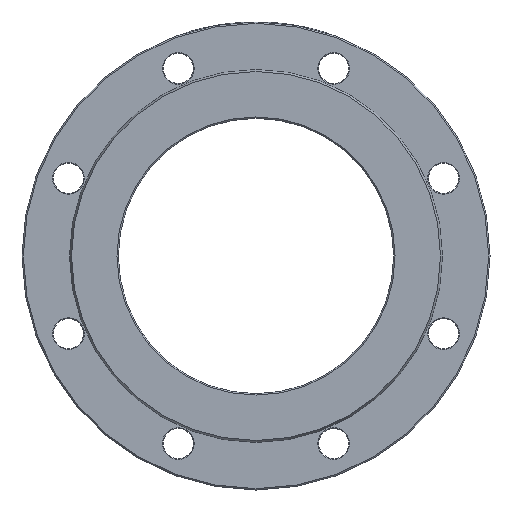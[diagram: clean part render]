
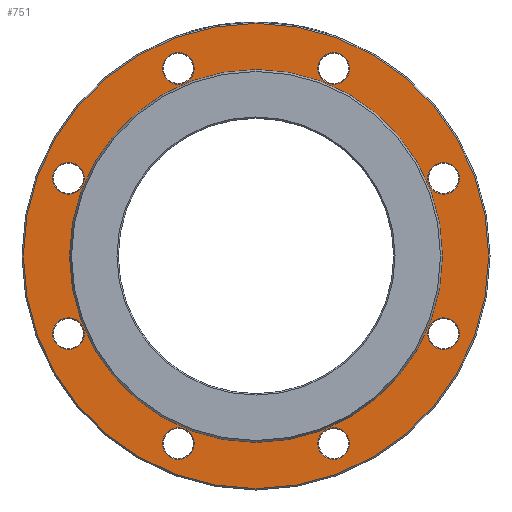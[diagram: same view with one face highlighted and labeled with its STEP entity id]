
A CAD part, left-side view. The second image highlights one B-rep face of the part: STEP entity #751.
In plain terms, the highlighted planar face has unit normal (-1, 0, 0).
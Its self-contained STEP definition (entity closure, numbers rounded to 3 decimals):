
#40 = DIRECTION ( 'NONE',  ( 0., 0., 1. ) ) ;
#79 = DIRECTION ( 'NONE',  ( 0., 0., -1. ) ) ;
#110 = CIRCLE ( 'NONE', #2243, 169. ) ;
#138 = ORIENTED_EDGE ( 'NONE', *, *, #5656, .F. ) ;
#242 = CARTESIAN_POINT ( 'NONE',  ( 3., 135.463, 0. ) ) ;
#362 = DIRECTION ( 'NONE',  ( 0., 0., -1. ) ) ;
#413 = CIRCLE ( 'NONE', #3820, 11.5 ) ;
#556 = CIRCLE ( 'NONE', #1333, 11.5 ) ;
#573 = EDGE_LOOP ( 'NONE', ( #4776 ) ) ;
#692 = DIRECTION ( 'NONE',  ( 1., 0., 0. ) ) ;
#703 = FACE_BOUND ( 'NONE', #5337, .T. ) ;
#751 = ADVANCED_FACE ( 'NONE', ( #3037, #2011, #4796, #1619, #5316, #1159, #3009, #4853, #4403, #703 ), #2101, .F. ) ;
#838 = ORIENTED_EDGE ( 'NONE', *, *, #5998, .T. ) ;
#877 = ORIENTED_EDGE ( 'NONE', *, *, #1382, .T. ) ;
#880 = DIRECTION ( 'NONE',  ( 1., 0., 0. ) ) ;
#1004 = DIRECTION ( 'NONE',  ( 1., 0., 0. ) ) ;
#1123 = CARTESIAN_POINT ( 'NONE',  ( 3., -56.446, 136.272 ) ) ;
#1159 = FACE_BOUND ( 'NONE', #573, .T. ) ;
#1326 = CARTESIAN_POINT ( 'NONE',  ( 3., 144.404, 48.314 ) ) ;
#1333 = AXIS2_PLACEMENT_3D ( 'NONE', #2788, #5120, #4129 ) ;
#1336 = DIRECTION ( 'NONE',  ( 0., -1., 0. ) ) ;
#1361 = CIRCLE ( 'NONE', #4359, 11.5 ) ;
#1382 = EDGE_CURVE ( 'NONE', #2631, #2631, #110, .T. ) ;
#1423 = EDGE_CURVE ( 'NONE', #4473, #4473, #2533, .T. ) ;
#1448 = ORIENTED_EDGE ( 'NONE', *, *, #1573, .T. ) ;
#1467 = ORIENTED_EDGE ( 'NONE', *, *, #3127, .T. ) ;
#1527 = DIRECTION ( 'NONE',  ( 0., 0., -1. ) ) ;
#1573 = EDGE_CURVE ( 'NONE', #4902, #4902, #556, .T. ) ;
#1614 = ORIENTED_EDGE ( 'NONE', *, *, #5915, .T. ) ;
#1619 = FACE_BOUND ( 'NONE', #5317, .T. ) ;
#1666 = CIRCLE ( 'NONE', #5353, 11.5 ) ;
#1904 = VERTEX_POINT ( 'NONE', #3794 ) ;
#1971 = DIRECTION ( 'NONE',  ( 0., -0.707, 0.707 ) ) ;
#2001 = CIRCLE ( 'NONE', #4997, 11.5 ) ;
#2011 = FACE_BOUND ( 'NONE', #4212, .T. ) ;
#2101 = PLANE ( 'NONE',  #3145 ) ;
#2130 = ORIENTED_EDGE ( 'NONE', *, *, #5583, .T. ) ;
#2139 = EDGE_LOOP ( 'NONE', ( #838 ) ) ;
#2147 = CARTESIAN_POINT ( 'NONE',  ( 3., -144.404, -48.314 ) ) ;
#2159 = AXIS2_PLACEMENT_3D ( 'NONE', #4622, #5576, #40 ) ;
#2200 = EDGE_LOOP ( 'NONE', ( #877 ) ) ;
#2243 = AXIS2_PLACEMENT_3D ( 'NONE', #4424, #3034, #362 ) ;
#2289 = DIRECTION ( 'NONE',  ( 1., 0., 0. ) ) ;
#2385 = AXIS2_PLACEMENT_3D ( 'NONE', #1123, #692, #5276 ) ;
#2446 = CIRCLE ( 'NONE', #2159, 135.463 ) ;
#2533 = CIRCLE ( 'NONE', #3369, 11.5 ) ;
#2631 = VERTEX_POINT ( 'NONE', #3185 ) ;
#2661 = EDGE_LOOP ( 'NONE', ( #1467 ) ) ;
#2662 = CARTESIAN_POINT ( 'NONE',  ( 3., 136.272, -67.946 ) ) ;
#2780 = VERTEX_POINT ( 'NONE', #6015 ) ;
#2788 = CARTESIAN_POINT ( 'NONE',  ( 3., 136.272, 56.446 ) ) ;
#2868 = EDGE_CURVE ( 'NONE', #3580, #3580, #1361, .T. ) ;
#2999 = DIRECTION ( 'NONE',  ( 0., 0., 1. ) ) ;
#3009 = FACE_BOUND ( 'NONE', #4818, .T. ) ;
#3029 = CARTESIAN_POINT ( 'NONE',  ( 3., -136.272, 56.446 ) ) ;
#3034 = DIRECTION ( 'NONE',  ( -1., 0., 0. ) ) ;
#3037 = FACE_BOUND ( 'NONE', #4259, .T. ) ;
#3127 = EDGE_CURVE ( 'NONE', #5368, #5368, #1666, .T. ) ;
#3145 = AXIS2_PLACEMENT_3D ( 'NONE', #242, #5691, #1527 ) ;
#3175 = CARTESIAN_POINT ( 'NONE',  ( 3., 56.446, 136.272 ) ) ;
#3185 = CARTESIAN_POINT ( 'NONE',  ( 3., 0., -169. ) ) ;
#3217 = CARTESIAN_POINT ( 'NONE',  ( 3., 67.946, 136.272 ) ) ;
#3364 = AXIS2_PLACEMENT_3D ( 'NONE', #3029, #5738, #2999 ) ;
#3369 = AXIS2_PLACEMENT_3D ( 'NONE', #3679, #880, #1336 ) ;
#3462 = CIRCLE ( 'NONE', #3364, 11.5 ) ;
#3543 = ORIENTED_EDGE ( 'NONE', *, *, #5699, .T. ) ;
#3580 = VERTEX_POINT ( 'NONE', #2147 ) ;
#3609 = CARTESIAN_POINT ( 'NONE',  ( 3., 48.314, -144.404 ) ) ;
#3663 = DIRECTION ( 'NONE',  ( 0., 1., 0. ) ) ;
#3679 = CARTESIAN_POINT ( 'NONE',  ( 3., -56.446, -136.272 ) ) ;
#3702 = VERTEX_POINT ( 'NONE', #3217 ) ;
#3735 = CARTESIAN_POINT ( 'NONE',  ( 3., 136.272, -56.446 ) ) ;
#3794 = CARTESIAN_POINT ( 'NONE',  ( 3., 0., 135.463 ) ) ;
#3820 = AXIS2_PLACEMENT_3D ( 'NONE', #4080, #5389, #5820 ) ;
#3923 = EDGE_LOOP ( 'NONE', ( #5387 ) ) ;
#4080 = CARTESIAN_POINT ( 'NONE',  ( 3., 56.446, -136.272 ) ) ;
#4129 = DIRECTION ( 'NONE',  ( 0., 0.707, -0.707 ) ) ;
#4212 = EDGE_LOOP ( 'NONE', ( #3543 ) ) ;
#4213 = VERTEX_POINT ( 'NONE', #5615 ) ;
#4259 = EDGE_LOOP ( 'NONE', ( #1448 ) ) ;
#4277 = CARTESIAN_POINT ( 'NONE',  ( 3., -136.272, -56.446 ) ) ;
#4359 = AXIS2_PLACEMENT_3D ( 'NONE', #4277, #1004, #1971 ) ;
#4403 = FACE_OUTER_BOUND ( 'NONE', #2200, .T. ) ;
#4424 = CARTESIAN_POINT ( 'NONE',  ( 3., 0., 0. ) ) ;
#4473 = VERTEX_POINT ( 'NONE', #4567 ) ;
#4567 = CARTESIAN_POINT ( 'NONE',  ( 3., -67.946, -136.272 ) ) ;
#4622 = CARTESIAN_POINT ( 'NONE',  ( 3., 0., 0. ) ) ;
#4631 = DIRECTION ( 'NONE',  ( 1., 0., 0. ) ) ;
#4776 = ORIENTED_EDGE ( 'NONE', *, *, #1423, .T. ) ;
#4796 = FACE_BOUND ( 'NONE', #2139, .T. ) ;
#4818 = EDGE_LOOP ( 'NONE', ( #2130 ) ) ;
#4853 = FACE_BOUND ( 'NONE', #2661, .T. ) ;
#4902 = VERTEX_POINT ( 'NONE', #1326 ) ;
#4997 = AXIS2_PLACEMENT_3D ( 'NONE', #3175, #2289, #3663 ) ;
#5120 = DIRECTION ( 'NONE',  ( 1., 0., 0. ) ) ;
#5194 = CIRCLE ( 'NONE', #2385, 11.5 ) ;
#5276 = DIRECTION ( 'NONE',  ( 0., 0.707, 0.707 ) ) ;
#5316 = FACE_BOUND ( 'NONE', #3923, .T. ) ;
#5317 = EDGE_LOOP ( 'NONE', ( #1614 ) ) ;
#5337 = EDGE_LOOP ( 'NONE', ( #138 ) ) ;
#5353 = AXIS2_PLACEMENT_3D ( 'NONE', #3735, #4631, #79 ) ;
#5368 = VERTEX_POINT ( 'NONE', #2662 ) ;
#5387 = ORIENTED_EDGE ( 'NONE', *, *, #2868, .T. ) ;
#5389 = DIRECTION ( 'NONE',  ( 1., 0., 0. ) ) ;
#5576 = DIRECTION ( 'NONE',  ( -1., 0., 0. ) ) ;
#5583 = EDGE_CURVE ( 'NONE', #5917, #5917, #413, .T. ) ;
#5615 = CARTESIAN_POINT ( 'NONE',  ( 3., -136.272, 67.946 ) ) ;
#5656 = EDGE_CURVE ( 'NONE', #1904, #1904, #2446, .T. ) ;
#5691 = DIRECTION ( 'NONE',  ( 1., 0., 0. ) ) ;
#5699 = EDGE_CURVE ( 'NONE', #3702, #3702, #2001, .T. ) ;
#5738 = DIRECTION ( 'NONE',  ( 1., 0., 0. ) ) ;
#5820 = DIRECTION ( 'NONE',  ( 0., -0.707, -0.707 ) ) ;
#5915 = EDGE_CURVE ( 'NONE', #4213, #4213, #3462, .T. ) ;
#5917 = VERTEX_POINT ( 'NONE', #3609 ) ;
#5998 = EDGE_CURVE ( 'NONE', #2780, #2780, #5194, .T. ) ;
#6015 = CARTESIAN_POINT ( 'NONE',  ( 3., -48.314, 144.404 ) ) ;
